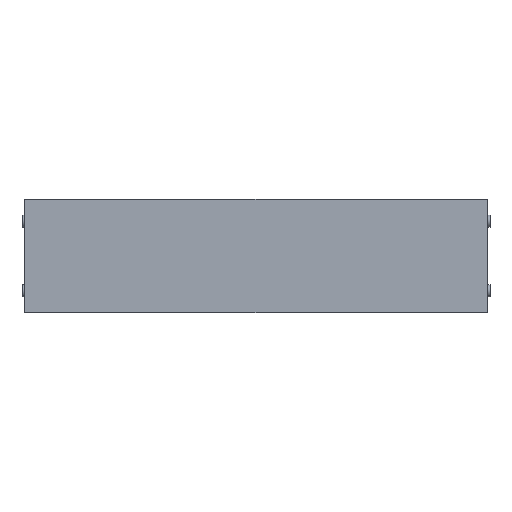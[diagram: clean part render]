
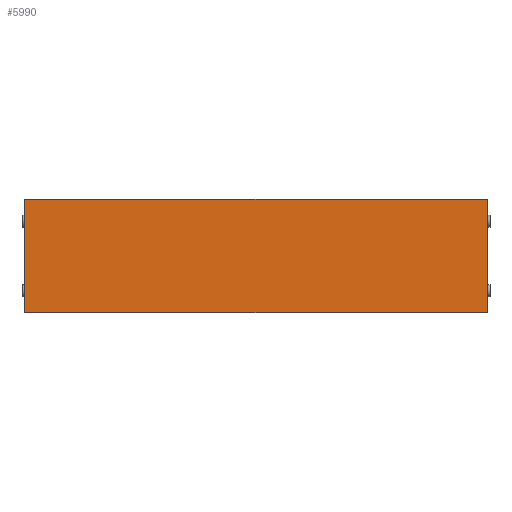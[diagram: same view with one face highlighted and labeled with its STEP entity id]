
A CAD part, front view. The second image highlights one B-rep face of the part: STEP entity #5990.
In plain terms, the highlighted planar face has unit normal (0, -1, 0).
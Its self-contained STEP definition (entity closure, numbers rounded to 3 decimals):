
#533 = EDGE_CURVE ( 'NONE', #9712, #9613, #11033, .T. ) ;
#773 = CARTESIAN_POINT ( 'NONE',  ( -266., -20., 65. ) ) ;
#1171 = DIRECTION ( 'NONE',  ( 0., 0., 1. ) ) ;
#1210 = ORIENTED_EDGE ( 'NONE', *, *, #3282, .T. ) ;
#1376 = EDGE_CURVE ( 'NONE', #7483, #5298, #2543, .T. ) ;
#1440 = ORIENTED_EDGE ( 'NONE', *, *, #1376, .T. ) ;
#1451 = AXIS2_PLACEMENT_3D ( 'NONE', #11039, #7428, #3065 ) ;
#1596 = DIRECTION ( 'NONE',  ( -1., 0., 0. ) ) ;
#1620 = ORIENTED_EDGE ( 'NONE', *, *, #533, .T. ) ;
#2170 = CARTESIAN_POINT ( 'NONE',  ( 266., -20., 65. ) ) ;
#2543 = LINE ( 'NONE', #773, #10382 ) ;
#2634 = CARTESIAN_POINT ( 'NONE',  ( -266., -20., -65. ) ) ;
#2863 = DIRECTION ( 'NONE',  ( 1., 0., 0. ) ) ;
#3065 = DIRECTION ( 'NONE',  ( 0., 0., -1. ) ) ;
#3282 = EDGE_CURVE ( 'NONE', #9613, #7483, #11640, .T. ) ;
#3373 = ORIENTED_EDGE ( 'NONE', *, *, #3632, .T. ) ;
#3548 = CARTESIAN_POINT ( 'NONE',  ( -266., -20., 65. ) ) ;
#3632 = EDGE_CURVE ( 'NONE', #5298, #9712, #3747, .T. ) ;
#3747 = LINE ( 'NONE', #2634, #10772 ) ;
#4373 = VECTOR ( 'NONE', #1596, 1000. ) ;
#4519 = VECTOR ( 'NONE', #1171, 1000. ) ;
#5298 = VERTEX_POINT ( 'NONE', #6097 ) ;
#5990 = ADVANCED_FACE ( 'NONE', ( #10270 ), #11214, .T. ) ;
#5995 = CARTESIAN_POINT ( 'NONE',  ( 266., -20., -65. ) ) ;
#6097 = CARTESIAN_POINT ( 'NONE',  ( -266., -20., -65. ) ) ;
#7283 = EDGE_LOOP ( 'NONE', ( #1440, #3373, #1620, #1210 ) ) ;
#7428 = DIRECTION ( 'NONE',  ( 0., -1., 0. ) ) ;
#7483 = VERTEX_POINT ( 'NONE', #8795 ) ;
#8795 = CARTESIAN_POINT ( 'NONE',  ( -266., -20., 65. ) ) ;
#9613 = VERTEX_POINT ( 'NONE', #11260 ) ;
#9712 = VERTEX_POINT ( 'NONE', #5995 ) ;
#9740 = DIRECTION ( 'NONE',  ( 0., 0., -1. ) ) ;
#10270 = FACE_OUTER_BOUND ( 'NONE', #7283, .T. ) ;
#10382 = VECTOR ( 'NONE', #9740, 1000. ) ;
#10772 = VECTOR ( 'NONE', #2863, 1000. ) ;
#11033 = LINE ( 'NONE', #2170, #4519 ) ;
#11039 = CARTESIAN_POINT ( 'NONE',  ( 0., -20., 0. ) ) ;
#11214 = PLANE ( 'NONE',  #1451 ) ;
#11260 = CARTESIAN_POINT ( 'NONE',  ( 266., -20., 65. ) ) ;
#11640 = LINE ( 'NONE', #3548, #4373 ) ;
